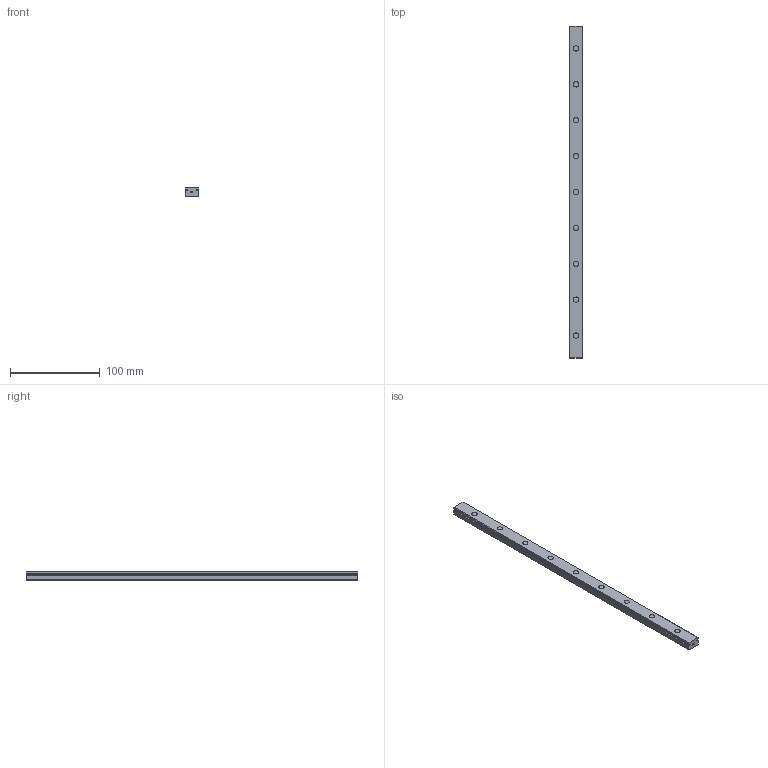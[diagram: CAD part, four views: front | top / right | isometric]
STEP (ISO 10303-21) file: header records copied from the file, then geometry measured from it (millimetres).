
FILE_DESCRIPTION(('STEP AP214'),'1');
FILE_NAME('cctmp_0AC91131-7D97-44CC-A500-87D03443962D_2021_02_19_13_49_48_0149..stp','2021-02-19T12:49:48',('HIWIN GmbH'),('CADClick - www.CADClick.com'),'Spatial InterOp 3D',' ','unknown authorization');
FILE_SCHEMA(('AUTOMOTIVE_DESIGN'));
Length unit declared in the file: millimetre
Products named in the file (1): MGNR15R370CM_FILE
Bounding box: 15 x 370 x 10 mm (x, y, z)
Volume: 51445.9 mm3; surface area: 22091.8 mm2
Topology: 1 solids, 1 shells, 176 faces, 429 edges, 286 vertices
Faces by surface type: plane 106, cylinder 70
Entity records: 6625 total; most frequent: DIRECTION 923, CARTESIAN_POINT 892, ORIENTED_EDGE 858, EDGE_CURVE 429, AXIS2_PLACEMENT_3D 317, LINE 289, VECTOR 289, VERTEX_POINT 286
